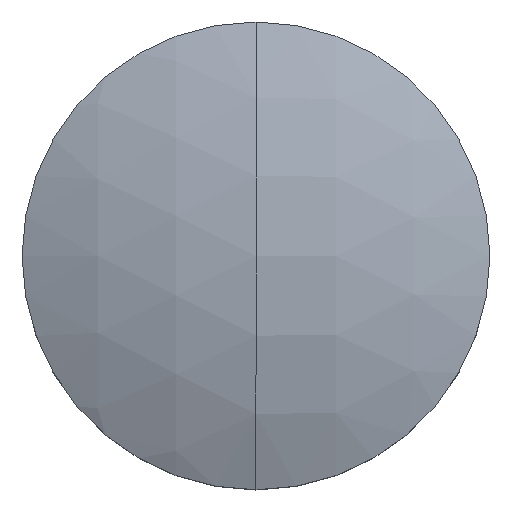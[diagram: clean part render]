
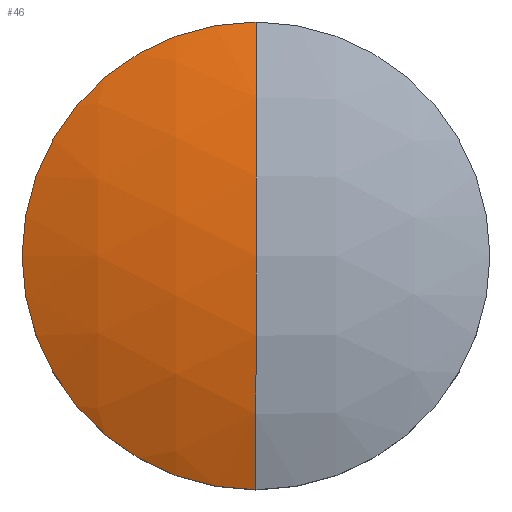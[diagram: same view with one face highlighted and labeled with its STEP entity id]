
A CAD part, top view. The second image highlights one B-rep face of the part: STEP entity #46.
In plain terms, the highlighted spherical face has radius 7.72 mm.
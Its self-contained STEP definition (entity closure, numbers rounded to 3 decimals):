
#27 = EDGE_CURVE ( 'NONE', #28, #45, #38, .T. ) ;
#28 = VERTEX_POINT ( 'NONE', #63 ) ;
#29 = ORIENTED_EDGE ( 'NONE', *, *, #36, .T. ) ;
#30 = EDGE_CURVE ( 'NONE', #45, #31, #62, .T. ) ;
#31 = VERTEX_POINT ( 'NONE', #67 ) ;
#36 = EDGE_CURVE ( 'NONE', #31, #37, #170, .T. ) ;
#37 = VERTEX_POINT ( 'NONE', #176 ) ;
#38 = CIRCLE ( 'NONE', #84, 3. ) ;
#45 = VERTEX_POINT ( 'NONE', #167 ) ;
#46 = ADVANCED_FACE ( 'NONE', ( #124 ), #171, .T. ) ;
#58 = EDGE_CURVE ( 'NONE', #28, #37, #128, .T. ) ;
#62 = CIRCLE ( 'NONE', #71, 3. ) ;
#63 = CARTESIAN_POINT ( 'NONE',  ( 0., 3., 0.443 ) ) ;
#67 = CARTESIAN_POINT ( 'NONE',  ( 0., -3., 0.443 ) ) ;
#68 = DIRECTION ( 'NONE',  ( 1., 0., 0. ) ) ;
#69 = DIRECTION ( 'NONE',  ( 0., 0., 1. ) ) ;
#70 = CARTESIAN_POINT ( 'NONE',  ( 0., 0., 0.443 ) ) ;
#71 = AXIS2_PLACEMENT_3D ( 'NONE', #70, #69, #68 ) ;
#75 = ORIENTED_EDGE ( 'NONE', *, *, #30, .T. ) ;
#81 = DIRECTION ( 'NONE',  ( 1., 0., 0. ) ) ;
#82 = DIRECTION ( 'NONE',  ( 0., 0., 1. ) ) ;
#83 = CARTESIAN_POINT ( 'NONE',  ( 0., 0., 0.443 ) ) ;
#84 = AXIS2_PLACEMENT_3D ( 'NONE', #83, #82, #81 ) ;
#88 = ORIENTED_EDGE ( 'NONE', *, *, #27, .T. ) ;
#94 = EDGE_LOOP ( 'NONE', ( #88, #75, #29, #98 ) ) ;
#98 = ORIENTED_EDGE ( 'NONE', *, *, #58, .F. ) ;
#119 = CARTESIAN_POINT ( 'NONE',  ( 0., 0., -6.67 ) ) ;
#124 = FACE_OUTER_BOUND ( 'NONE', #94, .T. ) ;
#125 = DIRECTION ( 'NONE',  ( 0., 0., -1. ) ) ;
#126 = DIRECTION ( 'NONE',  ( 1., 0., 0. ) ) ;
#127 = AXIS2_PLACEMENT_3D ( 'NONE', #148, #126, #125 ) ;
#128 = CIRCLE ( 'NONE', #127, 7.72 ) ;
#137 = DIRECTION ( 'NONE',  ( -1., 0., 0. ) ) ;
#147 = DIRECTION ( 'NONE',  ( 0., 1., 0. ) ) ;
#148 = CARTESIAN_POINT ( 'NONE',  ( 0., 0., -6.67 ) ) ;
#152 = DIRECTION ( 'NONE',  ( -1., 0., 0. ) ) ;
#153 = CARTESIAN_POINT ( 'NONE',  ( 0., 0., -6.67 ) ) ;
#154 = AXIS2_PLACEMENT_3D ( 'NONE', #153, #152, #147 ) ;
#155 = AXIS2_PLACEMENT_3D ( 'NONE', #119, #137, #156 ) ;
#156 = DIRECTION ( 'NONE',  ( 0., -1., 0. ) ) ;
#167 = CARTESIAN_POINT ( 'NONE',  ( -3., 0., 0.443 ) ) ;
#170 = CIRCLE ( 'NONE', #155, 7.72 ) ;
#171 = SPHERICAL_SURFACE ( 'NONE', #154, 7.72 ) ;
#176 = CARTESIAN_POINT ( 'NONE',  ( 0., 0., 1.05 ) ) ;
